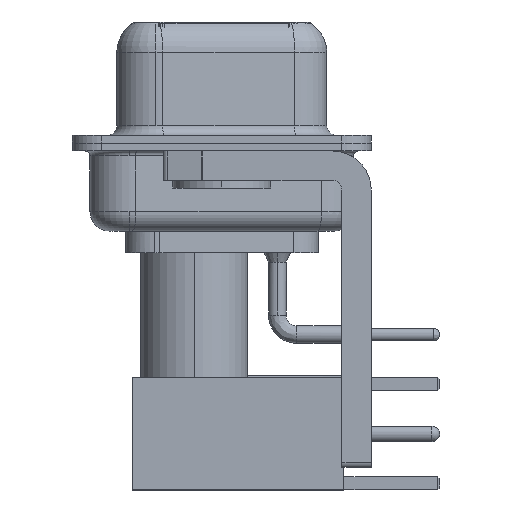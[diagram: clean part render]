
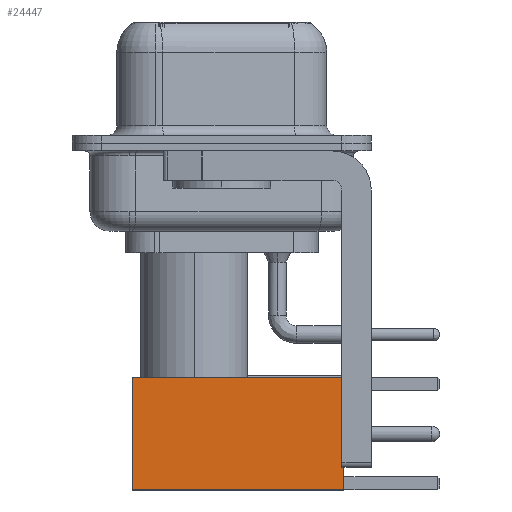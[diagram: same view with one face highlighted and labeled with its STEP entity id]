
A CAD part, left-side view. The second image highlights one B-rep face of the part: STEP entity #24447.
In plain terms, the highlighted face is planar.
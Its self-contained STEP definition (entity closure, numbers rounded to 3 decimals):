
#786 = EDGE_CURVE ( 'NONE', #19816, #29405, #25266, .T. ) ;
#1392 = DIRECTION ( 'NONE',  ( -1., 0., 0. ) ) ;
#1470 = CARTESIAN_POINT ( 'NONE',  ( -2.875, 2.875, 0. ) ) ;
#3120 = ORIENTED_EDGE ( 'NONE', *, *, #33332, .F. ) ;
#4692 = DIRECTION ( 'NONE',  ( 0., 0., -1. ) ) ;
#5050 = VECTOR ( 'NONE', #1392, 1000. ) ;
#5351 = DIRECTION ( 'NONE',  ( 0., 1., 0. ) ) ;
#5518 = DIRECTION ( 'NONE',  ( 0., 0., 1. ) ) ;
#6216 = CARTESIAN_POINT ( 'NONE',  ( 0., 2.875, 10.82 ) ) ;
#6634 = DIRECTION ( 'NONE',  ( 0., 0., -1. ) ) ;
#6656 = CARTESIAN_POINT ( 'NONE',  ( 0., 2.875, 0. ) ) ;
#6816 = AXIS2_PLACEMENT_3D ( 'NONE', #7773, #5351, #5518 ) ;
#7125 = CARTESIAN_POINT ( 'NONE',  ( 2.875, 2.875, 0. ) ) ;
#7627 = CARTESIAN_POINT ( 'NONE',  ( 2.875, 2.875, 0. ) ) ;
#7731 = VECTOR ( 'NONE', #17496, 1000. ) ;
#7773 = CARTESIAN_POINT ( 'NONE',  ( 2.875, 2.875, 0. ) ) ;
#7863 = ORIENTED_EDGE ( 'NONE', *, *, #28139, .T. ) ;
#9284 = VERTEX_POINT ( 'NONE', #23643 ) ;
#10532 = FACE_OUTER_BOUND ( 'NONE', #33939, .T. ) ;
#11732 = LINE ( 'NONE', #6216, #5050 ) ;
#12146 = CARTESIAN_POINT ( 'NONE',  ( -2.875, 2.875, 0. ) ) ;
#15010 = LINE ( 'NONE', #7627, #32886 ) ;
#17496 = DIRECTION ( 'NONE',  ( -1., 0., 0. ) ) ;
#19816 = VERTEX_POINT ( 'NONE', #7125 ) ;
#21049 = CARTESIAN_POINT ( 'NONE',  ( -2.875, 2.875, 10.82 ) ) ;
#23643 = CARTESIAN_POINT ( 'NONE',  ( 2.875, 2.875, 10.82 ) ) ;
#24138 = VERTEX_POINT ( 'NONE', #21049 ) ;
#24447 = ADVANCED_FACE ( 'NONE', ( #10532 ), #32033, .T. ) ;
#25266 = LINE ( 'NONE', #6656, #7731 ) ;
#28139 = EDGE_CURVE ( 'NONE', #9284, #19816, #15010, .T. ) ;
#28483 = ORIENTED_EDGE ( 'NONE', *, *, #786, .T. ) ;
#28713 = VECTOR ( 'NONE', #6634, 1000. ) ;
#29405 = VERTEX_POINT ( 'NONE', #1470 ) ;
#30241 = LINE ( 'NONE', #12146, #28713 ) ;
#31841 = EDGE_CURVE ( 'NONE', #9284, #24138, #11732, .T. ) ;
#32033 = PLANE ( 'NONE',  #6816 ) ;
#32886 = VECTOR ( 'NONE', #4692, 1000. ) ;
#33332 = EDGE_CURVE ( 'NONE', #24138, #29405, #30241, .T. ) ;
#33487 = ORIENTED_EDGE ( 'NONE', *, *, #31841, .F. ) ;
#33939 = EDGE_LOOP ( 'NONE', ( #7863, #28483, #3120, #33487 ) ) ;
